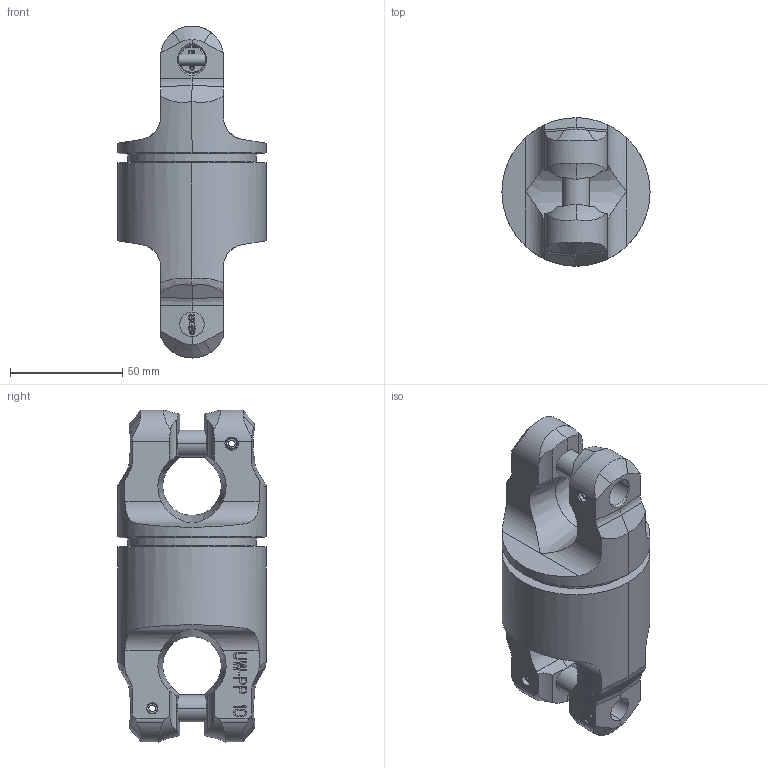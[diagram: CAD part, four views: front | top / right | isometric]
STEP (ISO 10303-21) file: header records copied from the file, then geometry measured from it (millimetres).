
FILE_DESCRIPTION((''),'2;1');
FILE_NAME('001-M33109-ZU1_ASM','2009-04-08T',('jakubetz'),('RAND'),'PRO/ENGINEER BY PARAMETRIC TECHNOLOGY CORPORATION, 2005030','PRO/ENGINEER BY PARAMETRIC TECHNOLOGY CORPORATION, 2005030','');
FILE_SCHEMA(('CONFIG_CONTROL_DESIGN'));
Length unit declared in the file: millimetre
Products named in the file (6): 001-M33109-BA1; 001-M33109-BA2; 001-M31047-V04; 001-M31048-V04; 001-M33344-RT2; 001-M33109-ZU1_ASM
Assembly tree (7 placements, depth 2):
  001-M33109-ZU1_ASM
    001-M33109-BA1
    001-M33109-BA2
    001-M31047-V04  x2
    001-M31048-V04  x2
    001-M33344-RT2
Bounding box: 66 x 66 x 148 mm (x, y, z)
Volume: 301551.3 mm3; surface area: 51997.9 mm2
Topology: 7 solids, 7 shells, 797 faces, 2182 edges, 1430 vertices
Faces by surface type: plane 565, extrusion 104, cylinder 62, cone 46, torus 12, bspline 8
Entity records: 18818 total; most frequent: CARTESIAN_POINT 4965, ORIENTED_EDGE 3058, DIRECTION 2429, EDGE_CURVE 1529, VECTOR 1219, LINE 1167, VERTEX_POINT 996, AXIS2_PLACEMENT_3D 605
